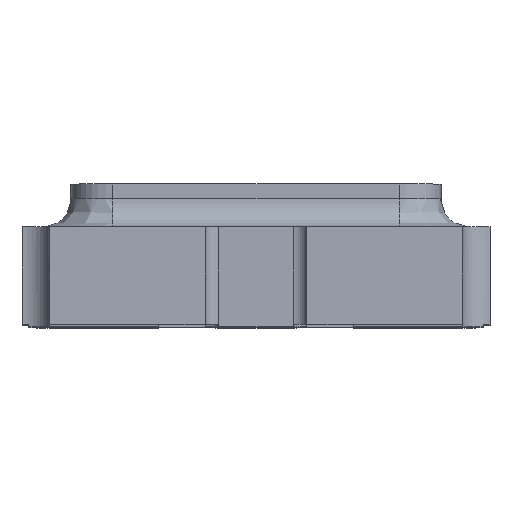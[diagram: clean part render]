
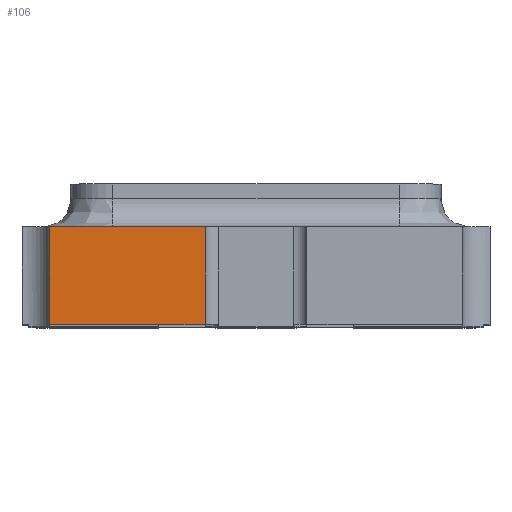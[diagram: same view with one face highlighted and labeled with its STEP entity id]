
A CAD part, top view. The second image highlights one B-rep face of the part: STEP entity #106.
In plain terms, the highlighted planar face has unit normal (0, 0, 1).
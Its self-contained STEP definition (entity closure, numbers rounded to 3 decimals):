
#75 = VECTOR ( 'NONE', #4066, 1000. ) ;
#106 = ADVANCED_FACE ( 'NONE', ( #7732 ), #9367, .F. ) ;
#701 = CARTESIAN_POINT ( 'NONE',  ( 0., 0.7, 2.575 ) ) ;
#978 = DIRECTION ( 'NONE',  ( -1., 0., 0. ) ) ;
#1068 = CARTESIAN_POINT ( 'NONE',  ( -1.675, 0.7, 2.575 ) ) ;
#2057 = EDGE_LOOP ( 'NONE', ( #5896, #3867, #6447, #6002 ) ) ;
#2160 = EDGE_CURVE ( 'NONE', #10493, #9612, #3918, .T. ) ;
#2978 = VERTEX_POINT ( 'NONE', #6298 ) ;
#3123 = CARTESIAN_POINT ( 'NONE',  ( -0.365, 0., 2.575 ) ) ;
#3149 = VECTOR ( 'NONE', #8844, 1000. ) ;
#3189 = LINE ( 'NONE', #701, #75 ) ;
#3867 = ORIENTED_EDGE ( 'NONE', *, *, #10690, .F. ) ;
#3918 = LINE ( 'NONE', #7134, #3149 ) ;
#4000 = VECTOR ( 'NONE', #978, 1000. ) ;
#4066 = DIRECTION ( 'NONE',  ( -1., 0., 0. ) ) ;
#5210 = LINE ( 'NONE', #8556, #10426 ) ;
#5633 = EDGE_CURVE ( 'NONE', #2978, #10493, #3189, .T. ) ;
#5705 = CARTESIAN_POINT ( 'NONE',  ( -1.475, 0.7, 2.575 ) ) ;
#5861 = LINE ( 'NONE', #10032, #4000 ) ;
#5896 = ORIENTED_EDGE ( 'NONE', *, *, #2160, .T. ) ;
#6002 = ORIENTED_EDGE ( 'NONE', *, *, #5633, .T. ) ;
#6090 = VERTEX_POINT ( 'NONE', #3123 ) ;
#6298 = CARTESIAN_POINT ( 'NONE',  ( -0.365, 0.7, 2.575 ) ) ;
#6447 = ORIENTED_EDGE ( 'NONE', *, *, #9917, .F. ) ;
#6733 = DIRECTION ( 'NONE',  ( 0., -1., 0. ) ) ;
#7134 = CARTESIAN_POINT ( 'NONE',  ( -1.475, 0., 2.575 ) ) ;
#7732 = FACE_OUTER_BOUND ( 'NONE', #2057, .T. ) ;
#7828 = DIRECTION ( 'NONE',  ( 0., 0., -1. ) ) ;
#8556 = CARTESIAN_POINT ( 'NONE',  ( -0.365, 0.7, 2.575 ) ) ;
#8836 = CARTESIAN_POINT ( 'NONE',  ( -1.475, 0., 2.575 ) ) ;
#8844 = DIRECTION ( 'NONE',  ( 0., -1., 0. ) ) ;
#8946 = AXIS2_PLACEMENT_3D ( 'NONE', #1068, #7828, #9475 ) ;
#9367 = PLANE ( 'NONE',  #8946 ) ;
#9475 = DIRECTION ( 'NONE',  ( -1., 0., 0. ) ) ;
#9612 = VERTEX_POINT ( 'NONE', #8836 ) ;
#9917 = EDGE_CURVE ( 'NONE', #2978, #6090, #5210, .T. ) ;
#10032 = CARTESIAN_POINT ( 'NONE',  ( -1.675, 0., 2.575 ) ) ;
#10426 = VECTOR ( 'NONE', #6733, 1000. ) ;
#10493 = VERTEX_POINT ( 'NONE', #5705 ) ;
#10690 = EDGE_CURVE ( 'NONE', #6090, #9612, #5861, .T. ) ;
